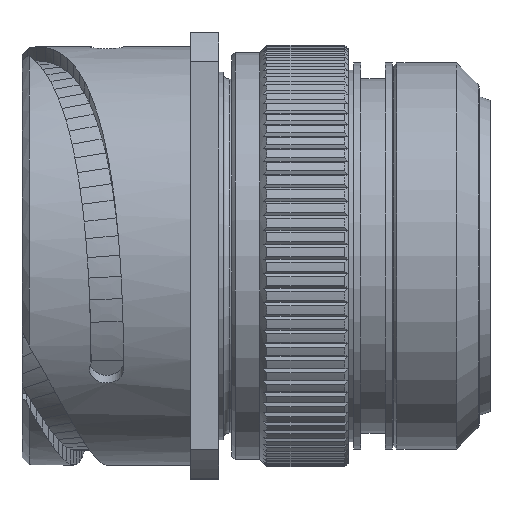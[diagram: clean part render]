
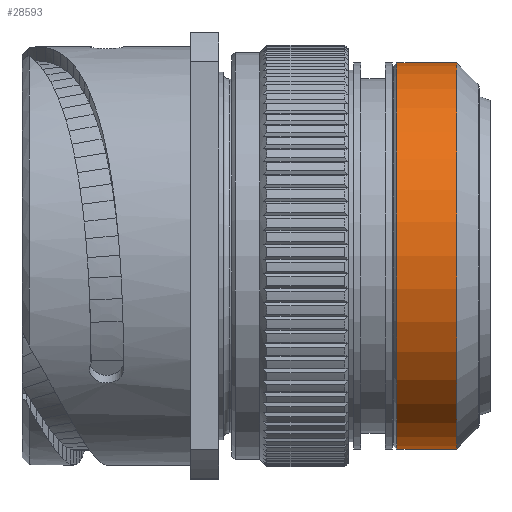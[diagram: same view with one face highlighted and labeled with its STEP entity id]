
A CAD part, top view. The second image highlights one B-rep face of the part: STEP entity #28593.
In plain terms, the highlighted cylindrical face has radius 27.5 mm (diameter 55 mm), a partial arc.
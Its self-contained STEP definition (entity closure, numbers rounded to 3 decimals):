
#6946=CARTESIAN_POINT('',(53.393,0.,0.));
#6947=DIRECTION('',(1.,0.,0.));
#6948=DIRECTION('',(0.,1.,0.));
#6949=AXIS2_PLACEMENT_3D('',#6946,#6947,#6948);
#6951=CARTESIAN_POINT('',(61.893,0.,0.));
#6952=DIRECTION('',(1.,0.,0.));
#6953=DIRECTION('',(0.,1.,0.));
#6954=AXIS2_PLACEMENT_3D('',#6951,#6952,#6953);
#6956=DIRECTION('',(-1.,0.,0.));
#6957=VECTOR('',#6956,8.5);
#6958=CARTESIAN_POINT('',(61.893,27.5,0.));
#6959=LINE('2618',#6958,#6957);
#6960=DIRECTION('',(-1.,0.,0.));
#6961=VECTOR('',#6960,8.5);
#6962=CARTESIAN_POINT('',(61.893,-27.5,0.));
#6963=LINE('2619',#6962,#6961);
#15685=CARTESIAN_POINT('',(61.893,27.5,0.));
#15686=CARTESIAN_POINT('',(53.393,27.5,0.));
#15687=VERTEX_POINT('',#15685);
#15688=VERTEX_POINT('',#15686);
#15689=CARTESIAN_POINT('',(61.893,-27.5,0.));
#15690=CARTESIAN_POINT('',(53.393,-27.5,0.));
#15691=VERTEX_POINT('',#15689);
#15692=VERTEX_POINT('',#15690);
#28579=CARTESIAN_POINT('',(52.283,0.,0.));
#28580=DIRECTION('',(1.,0.,0.));
#28581=DIRECTION('',(0.,-1.,0.));
#28582=AXIS2_PLACEMENT_3D('',#28579,#28580,#28581);
#28583=CYLINDRICAL_SURFACE('774',#28582,27.5);
#28585=ORIENTED_EDGE('2618',*,*,#28584,.F.);
#28587=ORIENTED_EDGE('2621',*,*,#28586,.T.);
#28589=ORIENTED_EDGE('2619',*,*,#28588,.T.);
#28590=ORIENTED_EDGE('2633',*,*,#28565,.F.);
#28591=EDGE_LOOP('774',(#28585,#28587,#28589,#28590));
#28592=FACE_OUTER_BOUND('774',#28591,.F.);
#6950=CIRCLE('2633',#6949,27.5);
#6955=CIRCLE('2621',#6954,27.5);
#28565=EDGE_CURVE('2633',#15688,#15692,#6950,.T.);
#28584=EDGE_CURVE('2618',#15687,#15688,#6959,.T.);
#28586=EDGE_CURVE('2621',#15687,#15691,#6955,.T.);
#28588=EDGE_CURVE('2619',#15691,#15692,#6963,.T.);
#28593=ADVANCED_FACE('774',(#28592),#28583,.T.);
